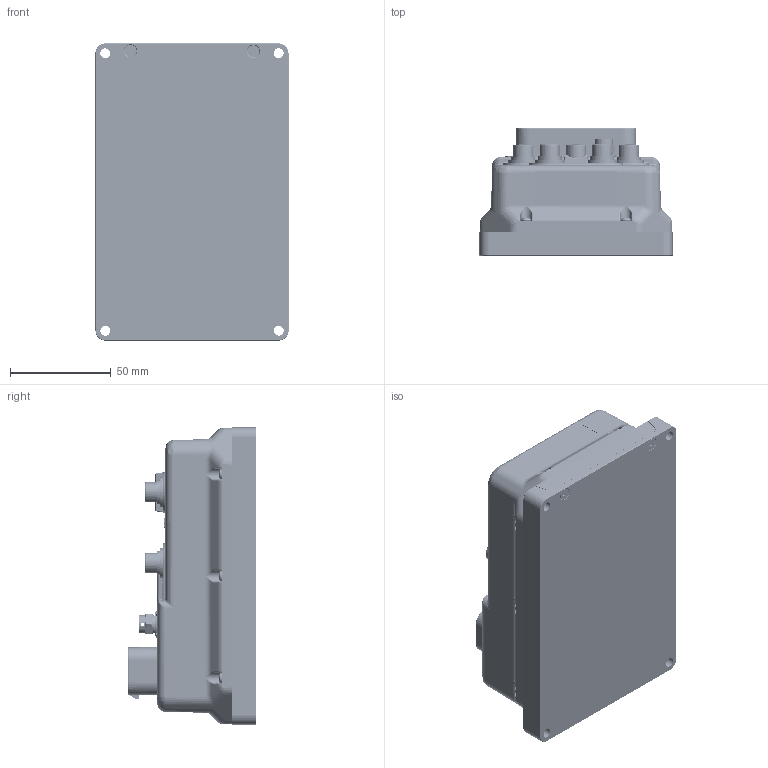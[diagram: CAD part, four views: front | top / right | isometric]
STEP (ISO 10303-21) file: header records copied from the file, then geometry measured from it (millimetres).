
FILE_DESCRIPTION(/* description */ (''),/* implementation_level */ '2;1');
FILE_NAME(/* name */ 'SL_controller.step',/* time_stamp */ '2022-10-31T12:30:55+01:00',/* author */ (''),/* organization */ (''),/* preprocessor_version */ 'ST-DEVELOPER v19.2',/* originating_system */ 'Autodesk Translation Framework v11.17.0.187',/* authorisation */ '');
FILE_SCHEMA (('AUTOMOTIVE_DESIGN { 1 0 10303 214 3 1 1 }'));
Products named in the file (1): SL_controller_assembly-rev_7
Bounding box: 96.01 x 63.85 x 147.71 mm (x, y, z)
Volume: 422854.2 mm3; surface area: 206187.7 mm2
Topology: 1 solids, 1 shells, 8727 faces, 22513 edges, 14181 vertices
Faces by surface type: plane 4623, cylinder 1891, bspline 1062, cone 454, torus 410, sphere 287
Full cylindrical faces by diameter (mm): 0.3 x121, 0.6 x3, 0.8 x10, 0.81 x20, 0.91 x30, 1.02 x6, 1.3 x70, 1.75 x39, 2 x1, 2.29 x2, 2.35 x40, 2.459 x20, 2.8 x1, 3 x30, 3.1 x2, 4.4 x12, 4.917 x4, 5 x5, 5.5 x6, 5.884 x1, 6 x15, 6.1 x6, 7 x1, 9 x1, 9.4 x2, 10 x12, 10.3 x7, 12 x7, 13.6 x4, 15 x5
Entity records: 329833 total; most frequent: CARTESIAN_POINT 119848, ORIENTED_EDGE 44718, DIRECTION 41987, EDGE_CURVE 22359, AXIS2_PLACEMENT_3D 14291, VERTEX_POINT 14180, LINE 13405, VECTOR 13405
